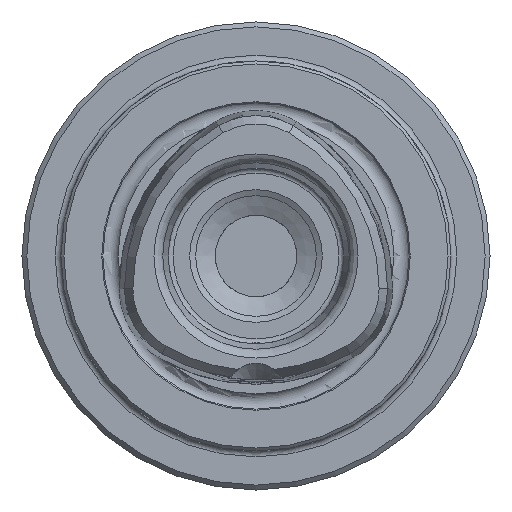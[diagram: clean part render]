
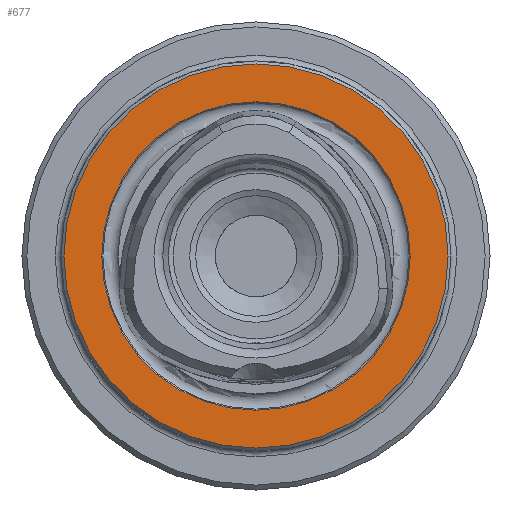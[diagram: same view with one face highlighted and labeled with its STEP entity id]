
A CAD part, left-side view. The second image highlights one B-rep face of the part: STEP entity #677.
In plain terms, the highlighted planar face has unit normal (-1, 0, 0).
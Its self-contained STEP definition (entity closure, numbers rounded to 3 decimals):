
#677 = ADVANCED_FACE( '', ( #1397, #1398 ), #1399, .T. );
#1397 = FACE_OUTER_BOUND( '', #2106, .T. );
#1398 = FACE_BOUND( '', #2107, .T. );
#1399 = PLANE( '', #2108 );
#2106 = EDGE_LOOP( '', ( #3457 ) );
#2107 = EDGE_LOOP( '', ( #3458 ) );
#2108 = AXIS2_PLACEMENT_3D( '', #3459, #3460, #3461 );
#3457 = ORIENTED_EDGE( '', *, *, #3832, .T. );
#3458 = ORIENTED_EDGE( '', *, *, #3886, .F. );
#3459 = CARTESIAN_POINT( '', ( 0., 0., 15.5 ) );
#3460 = DIRECTION( '', ( -1., 0., 0. ) );
#3461 = DIRECTION( '', ( 0., 0., 1. ) );
#3832 = EDGE_CURVE( '', #4498, #4498, #4499, .T. );
#3886 = EDGE_CURVE( '', #4571, #4571, #4572, .T. );
#4498 = VERTEX_POINT( '', #5646 );
#4499 = CIRCLE( '', #5647, 19.7 );
#4571 = VERTEX_POINT( '', #5879 );
#4572 = CIRCLE( '', #5880, 15.814 );
#5646 = CARTESIAN_POINT( '', ( 0., 0., 19.7 ) );
#5647 = AXIS2_PLACEMENT_3D( '', #6711, #6712, #6713 );
#5879 = CARTESIAN_POINT( '', ( 0., 0., 15.814 ) );
#5880 = AXIS2_PLACEMENT_3D( '', #6762, #6763, #6764 );
#6711 = CARTESIAN_POINT( '', ( 0., 0., 0. ) );
#6712 = DIRECTION( '', ( -1., 0., 0. ) );
#6713 = DIRECTION( '', ( 0., 0., 1. ) );
#6762 = CARTESIAN_POINT( '', ( 0., 0., 0. ) );
#6763 = DIRECTION( '', ( -1., 0., 0. ) );
#6764 = DIRECTION( '', ( 0., 0., 1. ) );
